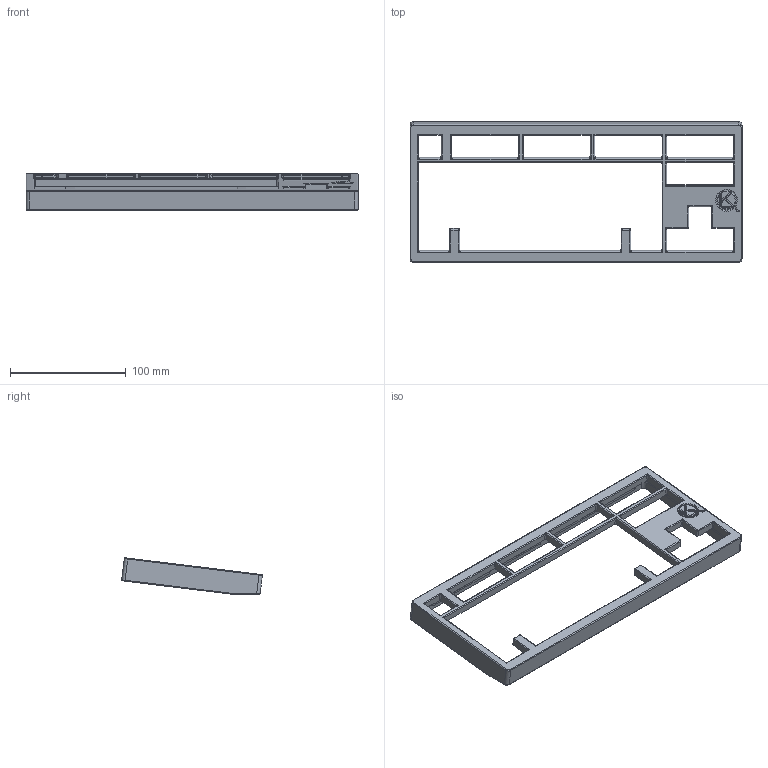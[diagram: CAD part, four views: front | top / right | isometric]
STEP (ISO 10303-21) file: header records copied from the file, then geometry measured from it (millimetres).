
FILE_DESCRIPTION(/* description */ (''),/* implementation_level */ '2;1');
FILE_NAME(/* name */ 'QKL_TOP v3.step',/* time_stamp */ '2022-02-18T09:08:12+01:00',/* author */ (''),/* organization */ (''),/* preprocessor_version */ 'ST-DEVELOPER v18.1',/* originating_system */ 'Autodesk Translation Framework v10.13.0.1454',/* authorisation */ '');
FILE_SCHEMA (('AUTOMOTIVE_DESIGN { 1 0 10303 214 3 1 1 }'));
Length unit declared in the file: millimetre
Products named in the file (1): QKL_TOP
Bounding box: 286.46 x 121.38 x 31.41 mm (x, y, z)
Volume: 121231.4 mm3; surface area: 57458.1 mm2
Topology: 1 solids, 1 shells, 321 faces, 819 edges, 467 vertices
Faces by surface type: cylinder 160, plane 90, bspline 47, cone 11, torus 11, sphere 2
Full cylindrical faces by diameter (mm): 2 x11
Entity records: 10522 total; most frequent: CARTESIAN_POINT 2924, DIRECTION 1636, ORIENTED_EDGE 1536, EDGE_CURVE 768, AXIS2_PLACEMENT_3D 603, VERTEX_POINT 467, LINE 430, VECTOR 430
